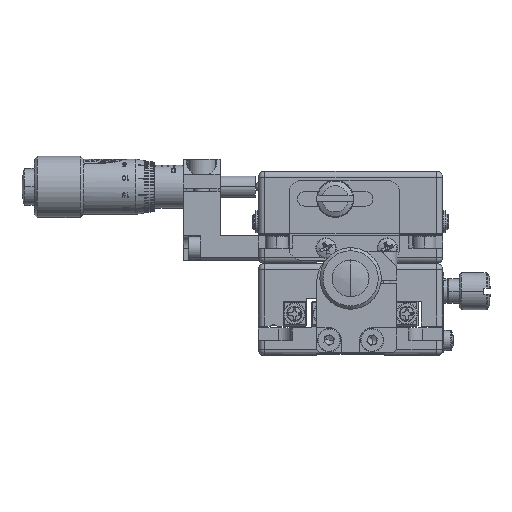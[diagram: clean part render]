
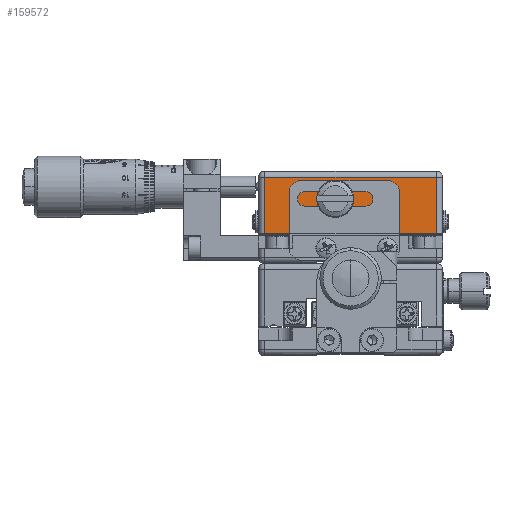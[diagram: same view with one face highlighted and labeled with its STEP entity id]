
A CAD part, top view. The second image highlights one B-rep face of the part: STEP entity #159572.
In plain terms, the highlighted planar face has unit normal (0, 0, 1).
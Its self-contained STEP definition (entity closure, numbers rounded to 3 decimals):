
#377 = VERTEX_POINT ( 'NONE', #107473 ) ;
#1024 = VERTEX_POINT ( 'NONE', #95654 ) ;
#6321 = VERTEX_POINT ( 'NONE', #100934 ) ;
#8154 = VERTEX_POINT ( 'NONE', #49111 ) ;
#18652 = ORIENTED_EDGE ( 'NONE', *, *, #68357, .T. ) ;
#25623 = AXIS2_PLACEMENT_3D ( 'NONE', #63585, #165671, #78318 ) ;
#34191 = FACE_OUTER_BOUND ( 'NONE', #86631, .T. ) ;
#34452 = EDGE_CURVE ( 'NONE', #43230, #6321, #122327, .T. ) ;
#43230 = VERTEX_POINT ( 'NONE', #175556 ) ;
#46543 = AXIS2_PLACEMENT_3D ( 'NONE', #76737, #62643, #164715 ) ;
#47959 = PLANE ( 'NONE',  #46543 ) ;
#49111 = CARTESIAN_POINT ( 'NONE',  ( -17.3, 17.504, 15. ) ) ;
#49838 = DIRECTION ( 'NONE',  ( 0., -1., 0. ) ) ;
#52729 = EDGE_CURVE ( 'NONE', #114195, #1024, #135681, .T. ) ;
#56287 = CARTESIAN_POINT ( 'NONE',  ( -5.8, 14.004, 15. ) ) ;
#57394 = VECTOR ( 'NONE', #49838, 1000. ) ;
#62643 = DIRECTION ( 'NONE',  ( 0., 0., -1. ) ) ;
#63585 = CARTESIAN_POINT ( 'NONE',  ( -5.8, 14.004, 15. ) ) ;
#68357 = EDGE_CURVE ( 'NONE', #6321, #43230, #131853, .T. ) ;
#70978 = DIRECTION ( 'NONE',  ( -1., 0., 0. ) ) ;
#76737 = CARTESIAN_POINT ( 'NONE',  ( 11.7, 18.504, 15. ) ) ;
#78318 = DIRECTION ( 'NONE',  ( -1., 0., 0. ) ) ;
#78951 = CARTESIAN_POINT ( 'NONE',  ( 10.7, 8.304, 15. ) ) ;
#85127 = CARTESIAN_POINT ( 'NONE',  ( -18.3, 17.504, 15. ) ) ;
#86631 = EDGE_LOOP ( 'NONE', ( #179882, #184711, #170988, #171004 ) ) ;
#93246 = EDGE_CURVE ( 'NONE', #8154, #377, #130529, .T. ) ;
#95654 = CARTESIAN_POINT ( 'NONE',  ( 10.7, 17.504, 15. ) ) ;
#100934 = CARTESIAN_POINT ( 'NONE',  ( -6.8, 14.004, 15. ) ) ;
#105492 = VECTOR ( 'NONE', #129180, 1000. ) ;
#107473 = CARTESIAN_POINT ( 'NONE',  ( -17.3, 8.304, 15. ) ) ;
#108517 = ORIENTED_EDGE ( 'NONE', *, *, #34452, .T. ) ;
#110093 = LINE ( 'NONE', #85127, #105492 ) ;
#110898 = LINE ( 'NONE', #154755, #179236 ) ;
#114195 = VERTEX_POINT ( 'NONE', #78951 ) ;
#114286 = AXIS2_PLACEMENT_3D ( 'NONE', #56287, #158393, #70978 ) ;
#122327 = CIRCLE ( 'NONE', #25623, 1. ) ;
#122573 = CARTESIAN_POINT ( 'NONE',  ( 10.7, 18.504, 15. ) ) ;
#126529 = VECTOR ( 'NONE', #151862, 1000. ) ;
#129180 = DIRECTION ( 'NONE',  ( -1., 0., 0. ) ) ;
#130529 = LINE ( 'NONE', #137314, #57394 ) ;
#131853 = CIRCLE ( 'NONE', #114286, 1. ) ;
#135681 = LINE ( 'NONE', #122573, #126529 ) ;
#137314 = CARTESIAN_POINT ( 'NONE',  ( -17.3, 18.504, 15. ) ) ;
#146126 = FACE_BOUND ( 'NONE', #178267, .T. ) ;
#146891 = EDGE_CURVE ( 'NONE', #1024, #8154, #110093, .T. ) ;
#151862 = DIRECTION ( 'NONE',  ( 0., 1., 0. ) ) ;
#154755 = CARTESIAN_POINT ( 'NONE',  ( 11.7, 8.304, 15. ) ) ;
#158393 = DIRECTION ( 'NONE',  ( 0., 0., -1. ) ) ;
#159572 = ADVANCED_FACE ( 'NONE', ( #34191, #146126 ), #47959, .F. ) ;
#164715 = DIRECTION ( 'NONE',  ( -1., 0., 0. ) ) ;
#165671 = DIRECTION ( 'NONE',  ( 0., 0., -1. ) ) ;
#170988 = ORIENTED_EDGE ( 'NONE', *, *, #146891, .T. ) ;
#171004 = ORIENTED_EDGE ( 'NONE', *, *, #93246, .T. ) ;
#175556 = CARTESIAN_POINT ( 'NONE',  ( -4.8, 14.004, 15. ) ) ;
#178267 = EDGE_LOOP ( 'NONE', ( #18652, #108517 ) ) ;
#179236 = VECTOR ( 'NONE', #183996, 1000. ) ;
#179882 = ORIENTED_EDGE ( 'NONE', *, *, #188920, .T. ) ;
#183996 = DIRECTION ( 'NONE',  ( 1., 0., 0. ) ) ;
#184711 = ORIENTED_EDGE ( 'NONE', *, *, #52729, .T. ) ;
#188920 = EDGE_CURVE ( 'NONE', #377, #114195, #110898, .T. ) ;
